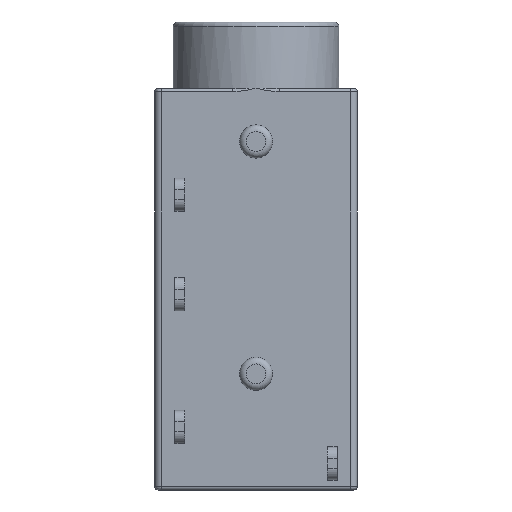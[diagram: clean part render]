
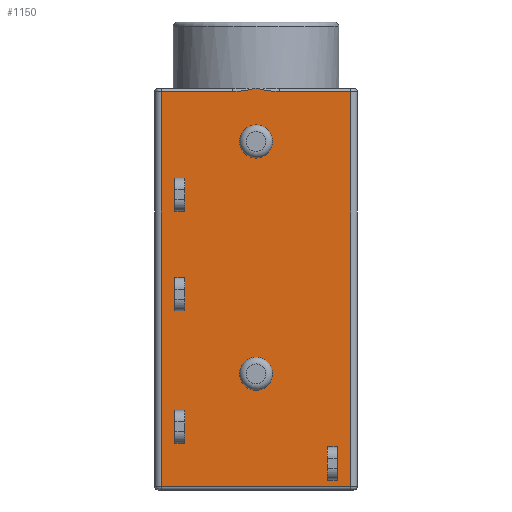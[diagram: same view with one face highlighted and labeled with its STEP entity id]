
A CAD part, front view. The second image highlights one B-rep face of the part: STEP entity #1150.
In plain terms, the highlighted planar face has unit normal (0, -1, 0).
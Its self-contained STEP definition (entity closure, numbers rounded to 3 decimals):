
#27=FACE_BOUND('',#383,.T.);
#28=FACE_BOUND('',#384,.T.);
#31=PLANE('',#1273);
#65=B_SPLINE_CURVE_WITH_KNOTS('',3,(#1921,#1922,#1923,#1924,#1925,#1926),
 .UNSPECIFIED.,.F.,.F.,(4,2,4),(-0.001,0.,0.07),
 .UNSPECIFIED.);
#66=B_SPLINE_CURVE_WITH_KNOTS('',3,(#1951,#1952,#1953,#1954,#1955,#1956),
 .UNSPECIFIED.,.F.,.F.,(4,2,4),(0.137,0.207,0.208),
 .UNSPECIFIED.);
#80=LINE('',#1784,#168);
#85=LINE('',#1813,#173);
#96=LINE('',#1868,#184);
#102=LINE('',#2030,#190);
#103=LINE('',#2032,#191);
#168=VECTOR('',#1399,10.);
#173=VECTOR('',#1430,10.);
#184=VECTOR('',#1471,10.);
#190=VECTOR('',#1499,10.);
#191=VECTOR('',#1502,10.);
#305=FACE_OUTER_BOUND('',#382,.T.);
#382=EDGE_LOOP('',(#880,#881,#882,#883,#884,#885,#886));
#383=EDGE_LOOP('',(#887));
#384=EDGE_LOOP('',(#888));
#472=CIRCLE('',#1274,0.5);
#473=CIRCLE('',#1275,0.5);
#520=VERTEX_POINT('',#1774);
#522=VERTEX_POINT('',#1780);
#533=VERTEX_POINT('',#1810);
#534=VERTEX_POINT('',#1812);
#542=VERTEX_POINT('',#1858);
#544=VERTEX_POINT('',#1864);
#548=VERTEX_POINT('',#1919);
#550=VERTEX_POINT('',#2033);
#551=VERTEX_POINT('',#2035);
#630=EDGE_CURVE('',#520,#522,#80,.T.);
#643=EDGE_CURVE('',#533,#534,#85,.T.);
#664=EDGE_CURVE('',#542,#544,#96,.T.);
#673=EDGE_CURVE('',#548,#533,#65,.T.);
#674=EDGE_CURVE('',#522,#548,#66,.T.);
#681=EDGE_CURVE('',#534,#542,#102,.T.);
#682=EDGE_CURVE('',#544,#520,#103,.T.);
#683=EDGE_CURVE('',#550,#550,#472,.T.);
#684=EDGE_CURVE('',#551,#551,#473,.T.);
#880=ORIENTED_EDGE('',*,*,#664,.F.);
#881=ORIENTED_EDGE('',*,*,#681,.F.);
#882=ORIENTED_EDGE('',*,*,#643,.F.);
#883=ORIENTED_EDGE('',*,*,#673,.F.);
#884=ORIENTED_EDGE('',*,*,#674,.F.);
#885=ORIENTED_EDGE('',*,*,#630,.F.);
#886=ORIENTED_EDGE('',*,*,#682,.F.);
#887=ORIENTED_EDGE('',*,*,#683,.T.);
#888=ORIENTED_EDGE('',*,*,#684,.T.);
#1150=ADVANCED_FACE('',(#305,#27,#28),#31,.T.);
#1273=AXIS2_PLACEMENT_3D('',#2031,#1500,#1501);
#1274=AXIS2_PLACEMENT_3D('',#2034,#1503,#1504);
#1275=AXIS2_PLACEMENT_3D('',#2036,#1505,#1506);
#1399=DIRECTION('',(1.,0.,0.));
#1430=DIRECTION('',(1.,0.,0.));
#1471=DIRECTION('',(-1.,0.,0.));
#1499=DIRECTION('',(0.,0.,-1.));
#1500=DIRECTION('center_axis',(0.,-1.,0.));
#1501=DIRECTION('ref_axis',(-1.,0.,0.));
#1502=DIRECTION('',(0.,0.,1.));
#1503=DIRECTION('center_axis',(0.,1.,0.));
#1504=DIRECTION('ref_axis',(1.,0.,0.));
#1505=DIRECTION('center_axis',(0.,1.,0.));
#1506=DIRECTION('ref_axis',(1.,0.,0.));
#1774=CARTESIAN_POINT('',(-2.85,0.,-0.1));
#1780=CARTESIAN_POINT('',(-0.7,0.,-0.1));
#1784=CARTESIAN_POINT('',(1.525,0.,-0.1));
#1810=CARTESIAN_POINT('',(0.7,0.,-0.1));
#1812=CARTESIAN_POINT('',(2.85,0.,-0.1));
#1813=CARTESIAN_POINT('',(1.525,0.,-0.1));
#1858=CARTESIAN_POINT('',(2.85,0.,-12.));
#1864=CARTESIAN_POINT('',(-2.85,0.,-12.));
#1868=CARTESIAN_POINT('',(1.525,0.,-12.));
#1919=CARTESIAN_POINT('',(0.,0.,0.));
#1921=CARTESIAN_POINT('Ctrl Pts',(0.,0.,
0.));
#1922=CARTESIAN_POINT('Ctrl Pts',(0.002,0.,
0.));
#1923=CARTESIAN_POINT('Ctrl Pts',(0.005,0.,
-0.001));
#1924=CARTESIAN_POINT('Ctrl Pts',(0.236,0.,
-0.047));
#1925=CARTESIAN_POINT('Ctrl Pts',(0.467,0.,
-0.1));
#1926=CARTESIAN_POINT('Ctrl Pts',(0.7,0.,-0.1));
#1951=CARTESIAN_POINT('Ctrl Pts',(-0.7,0.,-0.1));
#1952=CARTESIAN_POINT('Ctrl Pts',(-0.467,0.,
-0.1));
#1953=CARTESIAN_POINT('Ctrl Pts',(-0.236,0.,
-0.047));
#1954=CARTESIAN_POINT('Ctrl Pts',(-0.005,0.,
-0.001));
#1955=CARTESIAN_POINT('Ctrl Pts',(-0.002,0.,
0.));
#1956=CARTESIAN_POINT('Ctrl Pts',(0.,0.,
0.));
#2030=CARTESIAN_POINT('',(2.85,0.,0.));
#2031=CARTESIAN_POINT('Origin',(3.05,0.,0.));
#2032=CARTESIAN_POINT('',(-2.85,0.,0.));
#2033=CARTESIAN_POINT('',(-0.5,0.,-8.6));
#2034=CARTESIAN_POINT('Origin',(0.,0.,-8.6));
#2035=CARTESIAN_POINT('',(-0.5,0.,-1.6));
#2036=CARTESIAN_POINT('Origin',(0.,0.,-1.6));
